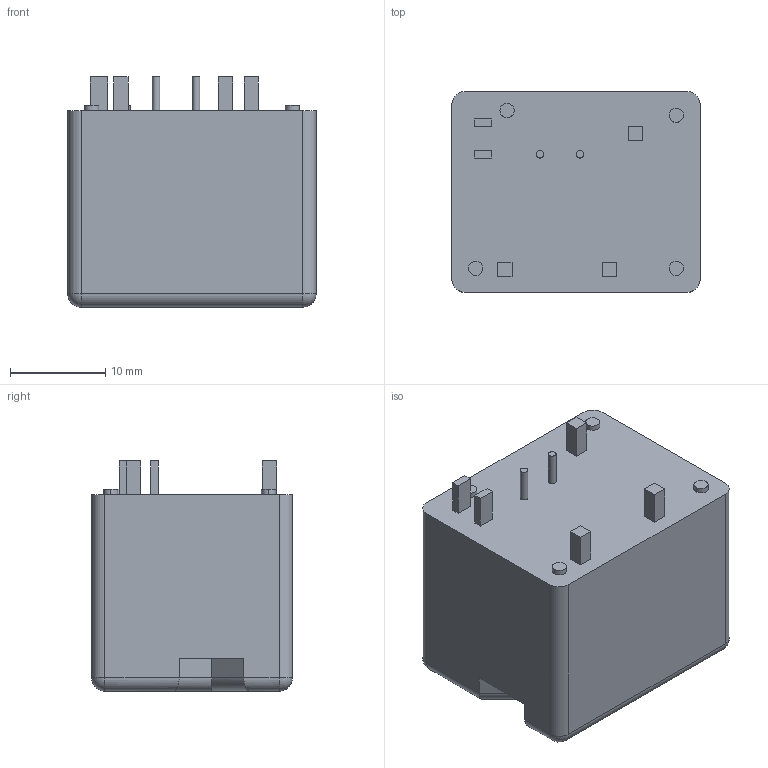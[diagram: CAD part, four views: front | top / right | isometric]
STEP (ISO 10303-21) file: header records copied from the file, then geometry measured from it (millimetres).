
FILE_DESCRIPTION((''),'2;1');
FILE_NAME('C-1393277-4','2010-11-18T',('workeradm'),('Tyco Electronics Ltd.'),'PRO/ENGINEER BY PARAMETRIC TECHNOLOGY CORPORATION, 2009300','PRO/ENGINEER BY PARAMETRIC TECHNOLOGY CORPORATION, 2009300','');
FILE_SCHEMA(('AUTOMOTIVE_DESIGN { 1 0 10303 214 1 1 1 1 }'));
Length unit declared in the file: millimetre
Products named in the file (1): C-1393277-4
Bounding box: 26.1 x 21.1 x 24.2 mm (x, y, z)
Volume: 11300.7 mm3; surface area: 3078.6 mm2
Topology: 1 solids, 1 shells, 67 faces, 147 edges, 93 vertices
Faces by surface type: plane 40, cylinder 23, sphere 4
Entity records: 2115 total; most frequent: CARTESIAN_POINT 338, DIRECTION 318, ORIENTED_EDGE 294, EDGE_CURVE 147, AXIS2_PLACEMENT_3D 107, VECTOR 104, LINE 104, VERTEX_POINT 93
